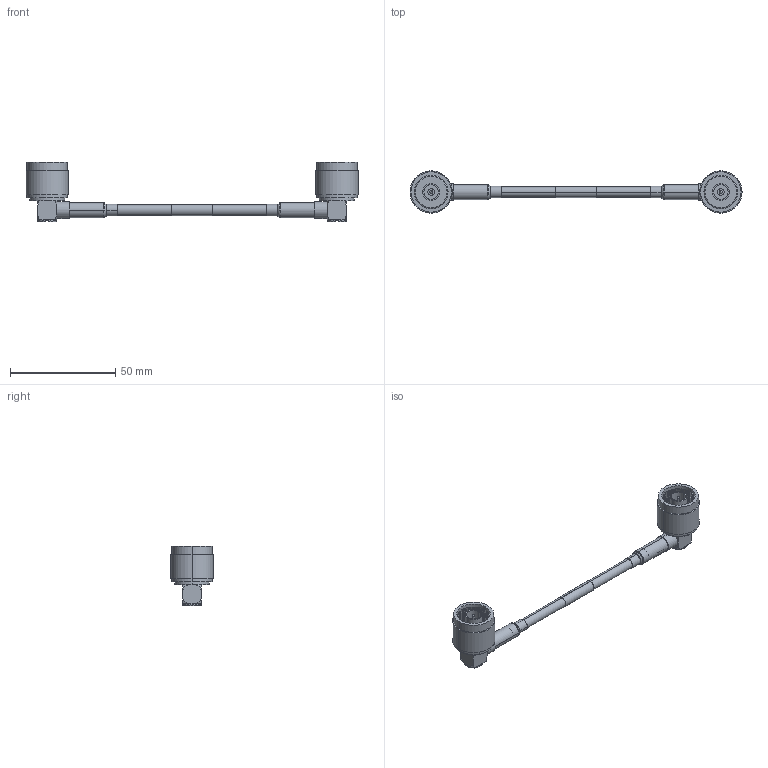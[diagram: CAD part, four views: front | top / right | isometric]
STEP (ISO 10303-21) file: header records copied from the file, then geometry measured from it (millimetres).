
FILE_DESCRIPTION (( 'STEP AP203' ), '1' );
FILE_NAME ('LCCA30673.STEP', '2020-09-25T06:18:07', ( '' ), ( '' ), 'SwSTEP 2.0', 'SolidWorks 2018', '' );
FILE_SCHEMA (( 'CONFIG_CONTROL_DESIGN' ));
Length unit declared in the file: inch
Products named in the file (8): ANM-1716-MA1; ANM-1716-MA2; Part3^LCCA30673; LCCA30673; CA-195R-MA1_.195"x1"; RG58C-PROD; ANM-1716
Assembly tree (9 placements, depth 3):
  LCCA30673
    RG58C-PROD
    Part3^LCCA30673
    CA-195R-MA1_.195"x1"  x2
    ANM-1716  x2
      ANM-1716
      ANM-1716-MA1
      ANM-1716-MA2
Bounding box: 157.83 x 20.12 x 28.45 mm (x, y, z)
Volume: 11190.3 mm3; surface area: 13837.3 mm2
Topology: 10 solids, 10 shells, 406 faces, 846 edges, 484 vertices
Faces by surface type: cone 196, cylinder 122, plane 62, torus 24, sphere 2
Entity records: 6471 total; most frequent: DIRECTION 1081, CARTESIAN_POINT 1016, ORIENTED_EDGE 858, AXIS2_PLACEMENT_3D 453, EDGE_CURVE 429, VERTEX_POINT 246, CIRCLE 232, EDGE_LOOP 229
